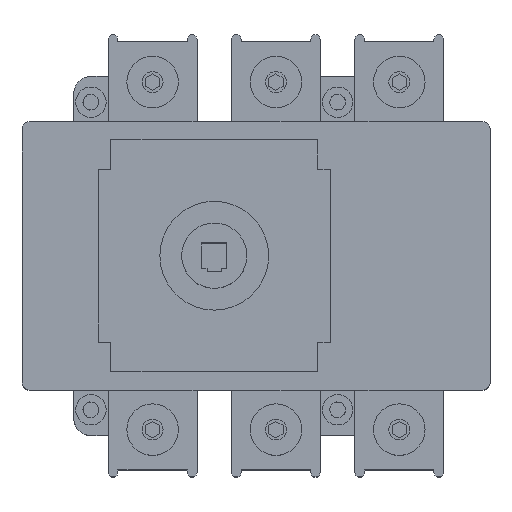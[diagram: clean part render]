
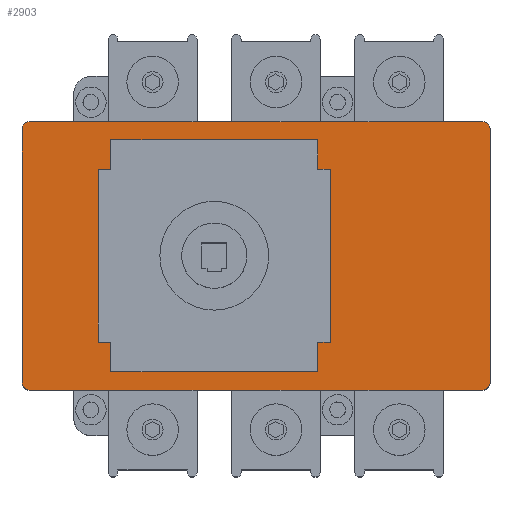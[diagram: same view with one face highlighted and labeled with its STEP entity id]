
A CAD part, top view. The second image highlights one B-rep face of the part: STEP entity #2903.
In plain terms, the highlighted planar face has unit normal (0, 0, 1).
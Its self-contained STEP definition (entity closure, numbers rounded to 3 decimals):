
#68=FACE_BOUND($,#589,.T.);
#313=FACE_OUTER_BOUND($,#588,.T.);
#588=EDGE_LOOP($,(#2345,#2346,#2347,#2348,#2349,#2350,#2351,#2352));
#589=EDGE_LOOP($,(#2353,#2354,#2355,#2356,#2357,#2358,#2359,#2360,#2361,
#2362,#2363,#2364));
#892=VERTEX_POINT($,#7209);
#894=VERTEX_POINT($,#7213);
#895=VERTEX_POINT($,#7217);
#897=VERTEX_POINT($,#7223);
#898=VERTEX_POINT($,#7224);
#901=VERTEX_POINT($,#7232);
#903=VERTEX_POINT($,#7238);
#905=VERTEX_POINT($,#7244);
#920=VERTEX_POINT($,#7277);
#921=VERTEX_POINT($,#7279);
#922=VERTEX_POINT($,#7283);
#923=VERTEX_POINT($,#7287);
#924=VERTEX_POINT($,#7291);
#925=VERTEX_POINT($,#7295);
#926=VERTEX_POINT($,#7299);
#927=VERTEX_POINT($,#7303);
#928=VERTEX_POINT($,#7307);
#929=VERTEX_POINT($,#7311);
#930=VERTEX_POINT($,#7315);
#931=VERTEX_POINT($,#7319);
#1354=EDGE_CURVE($,#894,#892,#3426,.T.);
#1355=EDGE_CURVE($,#895,#894,#4361,.T.);
#1358=EDGE_CURVE($,#897,#898,#4363,.T.);
#1362=EDGE_CURVE($,#892,#901,#4365,.T.);
#1366=EDGE_CURVE($,#903,#897,#3432,.T.);
#1368=EDGE_CURVE($,#905,#903,#4367,.T.);
#1385=EDGE_CURVE($,#921,#920,#3448,.T.);
#1387=EDGE_CURVE($,#922,#921,#3450,.T.);
#1389=EDGE_CURVE($,#923,#922,#3452,.T.);
#1391=EDGE_CURVE($,#924,#923,#3454,.T.);
#1393=EDGE_CURVE($,#925,#924,#3456,.T.);
#1395=EDGE_CURVE($,#926,#925,#3458,.T.);
#1397=EDGE_CURVE($,#927,#926,#3460,.T.);
#1399=EDGE_CURVE($,#928,#927,#3462,.T.);
#1401=EDGE_CURVE($,#929,#928,#3464,.T.);
#1403=EDGE_CURVE($,#930,#929,#3466,.T.);
#1405=EDGE_CURVE($,#931,#930,#3468,.T.);
#1407=EDGE_CURVE($,#920,#931,#3470,.T.);
#1435=EDGE_CURVE($,#895,#898,#3495,.T.);
#1436=EDGE_CURVE($,#901,#905,#3496,.T.);
#2345=ORIENTED_EDGE($,*,*,#1435,.T.);
#2346=ORIENTED_EDGE($,*,*,#1358,.F.);
#2347=ORIENTED_EDGE($,*,*,#1366,.F.);
#2348=ORIENTED_EDGE($,*,*,#1368,.F.);
#2349=ORIENTED_EDGE($,*,*,#1436,.F.);
#2350=ORIENTED_EDGE($,*,*,#1362,.F.);
#2351=ORIENTED_EDGE($,*,*,#1354,.F.);
#2352=ORIENTED_EDGE($,*,*,#1355,.F.);
#2353=ORIENTED_EDGE($,*,*,#1407,.T.);
#2354=ORIENTED_EDGE($,*,*,#1405,.T.);
#2355=ORIENTED_EDGE($,*,*,#1403,.T.);
#2356=ORIENTED_EDGE($,*,*,#1401,.T.);
#2357=ORIENTED_EDGE($,*,*,#1399,.T.);
#2358=ORIENTED_EDGE($,*,*,#1397,.T.);
#2359=ORIENTED_EDGE($,*,*,#1395,.T.);
#2360=ORIENTED_EDGE($,*,*,#1393,.T.);
#2361=ORIENTED_EDGE($,*,*,#1391,.T.);
#2362=ORIENTED_EDGE($,*,*,#1389,.T.);
#2363=ORIENTED_EDGE($,*,*,#1387,.T.);
#2364=ORIENTED_EDGE($,*,*,#1385,.T.);
#2679=PLANE($,#4657);
#2903=ADVANCED_FACE($,(#313,#68),#2679,.T.);
#3426=LINE($,#7215,#4004);
#3432=LINE($,#7241,#4010);
#3448=LINE($,#7280,#4026);
#3450=LINE($,#7284,#4028);
#3452=LINE($,#7288,#4030);
#3454=LINE($,#7292,#4032);
#3456=LINE($,#7296,#4034);
#3458=LINE($,#7300,#4036);
#3460=LINE($,#7304,#4038);
#3462=LINE($,#7308,#4040);
#3464=LINE($,#7312,#4042);
#3466=LINE($,#7316,#4044);
#3468=LINE($,#7320,#4046);
#3470=LINE($,#7323,#4048);
#3495=LINE($,#7384,#4073);
#3496=LINE($,#7385,#4074);
#4004=VECTOR($,#5620,70.);
#4010=VECTOR($,#5646,70.);
#4026=VECTOR($,#5674,57.);
#4028=VECTOR($,#5678,8.2);
#4030=VECTOR($,#5682,3.5);
#4032=VECTOR($,#5686,47.6);
#4034=VECTOR($,#5690,3.5);
#4036=VECTOR($,#5694,8.2);
#4038=VECTOR($,#5698,57.);
#4040=VECTOR($,#5702,8.2);
#4042=VECTOR($,#5706,3.5);
#4044=VECTOR($,#5710,47.6);
#4046=VECTOR($,#5714,3.5);
#4048=VECTOR($,#5718,8.2);
#4073=VECTOR($,#5777,125.);
#4074=VECTOR($,#5778,125.);
#4361=CIRCLE($,#4615,2.);
#4363=CIRCLE($,#4618,2.);
#4365=CIRCLE($,#4621,2.);
#4367=CIRCLE($,#4625,2.);
#4615=AXIS2_PLACEMENT_3D($,#7218,#5623,#5624);
#4618=AXIS2_PLACEMENT_3D($,#7225,#5630,#5631);
#4621=AXIS2_PLACEMENT_3D($,#7233,#5638,#5639);
#4625=AXIS2_PLACEMENT_3D($,#7245,#5650,#5651);
#4657=AXIS2_PLACEMENT_3D($,#7383,#5775,#5776);
#5620=DIRECTION($,(0.,1.,0.));
#5623=DIRECTION('center_axis',(0.,0.,-1.));
#5624=DIRECTION('ref_axis',(-0.707,-0.707,0.));
#5630=DIRECTION('center_axis',(0.,0.,-1.));
#5631=DIRECTION('ref_axis',(0.707,-0.707,0.));
#5638=DIRECTION('center_axis',(0.,0.,-1.));
#5639=DIRECTION('ref_axis',(-0.707,0.707,0.));
#5646=DIRECTION($,(0.,-1.,0.));
#5650=DIRECTION('center_axis',(0.,0.,-1.));
#5651=DIRECTION('ref_axis',(0.707,0.707,0.));
#5674=DIRECTION($,(1.,0.,0.));
#5678=DIRECTION($,(0.,1.,0.));
#5682=DIRECTION($,(1.,0.,0.));
#5686=DIRECTION($,(0.,1.,0.));
#5690=DIRECTION($,(-1.,0.,0.));
#5694=DIRECTION($,(0.,1.,0.));
#5698=DIRECTION($,(-1.,0.,0.));
#5702=DIRECTION($,(0.,-1.,0.));
#5706=DIRECTION($,(-1.,0.,0.));
#5710=DIRECTION($,(0.,-1.,0.));
#5714=DIRECTION($,(1.,0.,0.));
#5718=DIRECTION($,(0.,-1.,0.));
#5775=DIRECTION('center_axis',(0.,0.,1.));
#5776=DIRECTION('ref_axis',(1.,0.,0.));
#5777=DIRECTION($,(1.,0.,0.));
#5778=DIRECTION($,(1.,0.,0.));
#7209=CARTESIAN_POINT('',(0.,35.,38.5));
#7213=CARTESIAN_POINT('',(0.,-35.,38.5));
#7215=CARTESIAN_POINT($,(0.,37.,38.5));
#7217=CARTESIAN_POINT('',(2.,-37.,38.5));
#7218=CARTESIAN_POINT('Origin',(2.,-35.,38.5));
#7223=CARTESIAN_POINT('',(129.,-35.,38.5));
#7224=CARTESIAN_POINT('',(127.,-37.,38.5));
#7225=CARTESIAN_POINT('Origin',(127.,-35.,38.5));
#7232=CARTESIAN_POINT('',(2.,37.,38.5));
#7233=CARTESIAN_POINT('Origin',(2.,35.,38.5));
#7238=CARTESIAN_POINT('',(129.,35.,38.5));
#7241=CARTESIAN_POINT($,(129.,-37.,38.5));
#7244=CARTESIAN_POINT('',(127.,37.,38.5));
#7245=CARTESIAN_POINT('Origin',(127.,35.,38.5));
#7277=CARTESIAN_POINT('',(81.5,32.,38.5));
#7279=CARTESIAN_POINT('',(24.5,32.,38.5));
#7280=CARTESIAN_POINT($,(44.5,32.,38.5));
#7283=CARTESIAN_POINT('',(24.5,23.8,38.5));
#7284=CARTESIAN_POINT($,(24.5,11.9,38.5));
#7287=CARTESIAN_POINT('',(21.,23.8,38.5));
#7288=CARTESIAN_POINT($,(42.75,23.8,38.5));
#7291=CARTESIAN_POINT('',(21.,-23.8,38.5));
#7292=CARTESIAN_POINT($,(21.,-11.9,38.5));
#7295=CARTESIAN_POINT('',(24.5,-23.8,38.5));
#7296=CARTESIAN_POINT($,(44.5,-23.8,38.5));
#7299=CARTESIAN_POINT('',(24.5,-32.,38.5));
#7300=CARTESIAN_POINT($,(24.5,-16.,38.5));
#7303=CARTESIAN_POINT('',(81.5,-32.,38.5));
#7304=CARTESIAN_POINT($,(73.,-32.,38.5));
#7307=CARTESIAN_POINT('',(81.5,-23.8,38.5));
#7308=CARTESIAN_POINT($,(81.5,-11.9,38.5));
#7311=CARTESIAN_POINT('',(85.,-23.8,38.5));
#7312=CARTESIAN_POINT($,(74.75,-23.8,38.5));
#7315=CARTESIAN_POINT('',(85.,23.8,38.5));
#7316=CARTESIAN_POINT($,(85.,11.9,38.5));
#7319=CARTESIAN_POINT('',(81.5,23.8,38.5));
#7320=CARTESIAN_POINT($,(73.,23.8,38.5));
#7323=CARTESIAN_POINT($,(81.5,16.,38.5));
#7383=CARTESIAN_POINT('Origin',(19.,-36.348,38.5));
#7384=CARTESIAN_POINT($,(21.23,-37.,38.5));
#7385=CARTESIAN_POINT($,(129.,37.,38.5));
